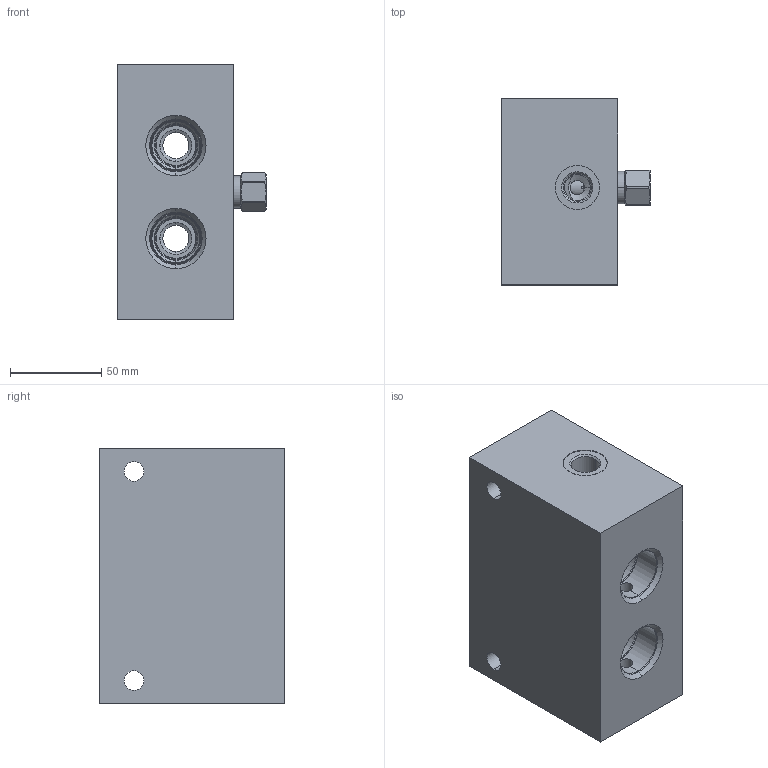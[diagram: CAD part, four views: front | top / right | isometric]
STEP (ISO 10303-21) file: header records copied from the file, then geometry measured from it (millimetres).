
FILE_DESCRIPTION((''),'2;1');
FILE_NAME('Y6U_ASM','2022-04-27T',('ProEService'),(''),'PRO/ENGINEER BY PARAMETRIC TECHNOLOGY CORPORATION, 2014200','PRO/ENGINEER BY PARAMETRIC TECHNOLOGY CORPORATION, 2014200','');
FILE_SCHEMA(('CONFIG_CONTROL_DESIGN'));
Length unit declared in the file: inch
Products named in the file (3): 179-306-007; CSAWBXN; Y6U_ASM
Assembly tree (2 placements, depth 2):
  Y6U_ASM
    179-306-007
    CSAWBXN
Bounding box: 81.1 x 101.6 x 139.7 mm (x, y, z)
Volume: 784906.6 mm3; surface area: 88644.3 mm2
Topology: 3 solids, 4 shells, 372 faces, 1218 edges, 1015 vertices
Faces by surface type: cylinder 167, cone 99, plane 50, torus 50, revolution 6
Entity records: 14741 total; most frequent: CARTESIAN_POINT 4154, DIRECTION 2345, ORIENTED_EDGE 1708, EDGE_CURVE 854, AXIS2_PLACEMENT_3D 847, VECTOR 645, LINE 645, VERTEX_POINT 510
